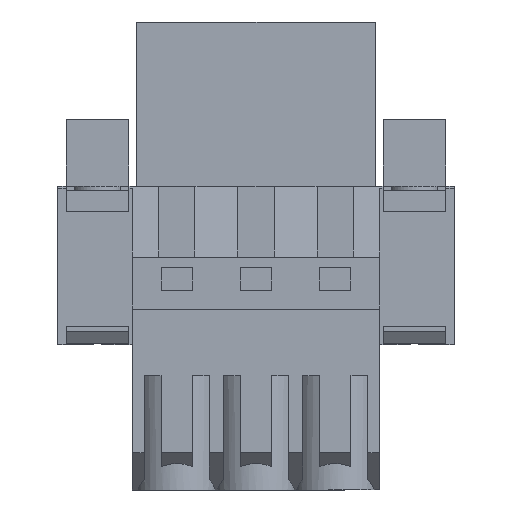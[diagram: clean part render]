
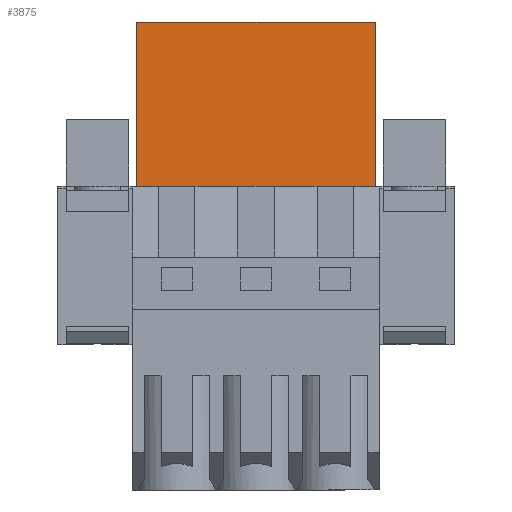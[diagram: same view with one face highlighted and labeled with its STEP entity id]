
A CAD part, front view. The second image highlights one B-rep face of the part: STEP entity #3875.
In plain terms, the highlighted planar face has unit normal (0, -1, 0).
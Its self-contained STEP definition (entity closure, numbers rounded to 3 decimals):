
#3857=AXIS2_PLACEMENT_3D('Plane Axis2P3D',#3854,#3855,#3856) ;
#2079=CARTESIAN_POINT('Line Origine',(19.05,3.,29.207)) ;
#2083=CARTESIAN_POINT('Vertex',(30.494,3.,29.207)) ;
#2085=CARTESIAN_POINT('Vertex',(7.606,3.,29.207)) ;
#2349=CARTESIAN_POINT('Vertex',(7.606,3.,45.007)) ;
#2352=CARTESIAN_POINT('Line Origine',(19.05,3.,45.007)) ;
#2356=CARTESIAN_POINT('Vertex',(30.494,3.,45.007)) ;
#3854=CARTESIAN_POINT('Axis2P3D Location',(38.55,3.,29.207)) ;
#3859=CARTESIAN_POINT('Line Origine',(7.606,3.,37.107)) ;
#3864=CARTESIAN_POINT('Line Origine',(30.494,3.,37.107)) ;
#2080=DIRECTION('Vector Direction',(-1.,0.,0.)) ;
#2353=DIRECTION('Vector Direction',(-1.,0.,0.)) ;
#3855=DIRECTION('Axis2P3D Direction',(0.,-1.,0.)) ;
#3856=DIRECTION('Axis2P3D XDirection',(0.,0.,1.)) ;
#3860=DIRECTION('Vector Direction',(0.,0.,-1.)) ;
#3865=DIRECTION('Vector Direction',(0.,0.,-1.)) ;
#2081=VECTOR('Line Direction',#2080,1.) ;
#2354=VECTOR('Line Direction',#2353,1.) ;
#3861=VECTOR('Line Direction',#3860,1.) ;
#3866=VECTOR('Line Direction',#3865,1.) ;
#3870=ORIENTED_EDGE('',*,*,#2358,.T.) ;
#3871=ORIENTED_EDGE('',*,*,#3863,.T.) ;
#3872=ORIENTED_EDGE('',*,*,#2087,.F.) ;
#3873=ORIENTED_EDGE('',*,*,#3868,.F.) ;
#3875=ADVANCED_FACE('HOUSING',(#3874),#3858,.T.) ;
#2087=EDGE_CURVE('',#2084,#2086,#2082,.T.) ;
#2358=EDGE_CURVE('',#2357,#2350,#2355,.T.) ;
#3863=EDGE_CURVE('',#2350,#2086,#3862,.T.) ;
#3868=EDGE_CURVE('',#2357,#2084,#3867,.T.) ;
#3869=EDGE_LOOP('',(#3870,#3871,#3872,#3873)) ;
#3874=FACE_OUTER_BOUND('',#3869,.T.) ;
#2082=LINE('Line',#2079,#2081) ;
#2355=LINE('Line',#2352,#2354) ;
#3862=LINE('Line',#3859,#3861) ;
#3867=LINE('Line',#3864,#3866) ;
#3858=PLANE('',#3857) ;
#2084=VERTEX_POINT('',#2083) ;
#2086=VERTEX_POINT('',#2085) ;
#2350=VERTEX_POINT('',#2349) ;
#2357=VERTEX_POINT('',#2356) ;
